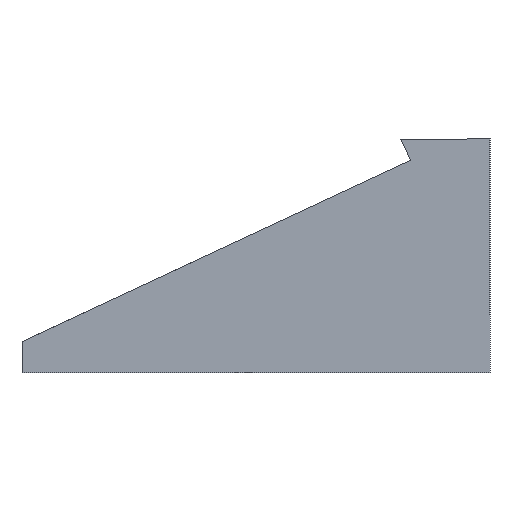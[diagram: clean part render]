
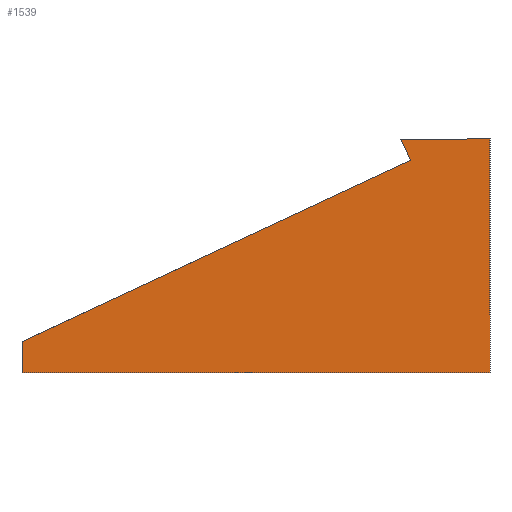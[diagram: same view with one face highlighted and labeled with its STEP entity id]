
A CAD part, left-side view. The second image highlights one B-rep face of the part: STEP entity #1539.
In plain terms, the highlighted planar face has unit normal (-1, 0, 0).
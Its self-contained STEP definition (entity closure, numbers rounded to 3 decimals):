
#30 = VECTOR ( 'NONE', #186, 1000. ) ;
#108 = DIRECTION ( 'NONE',  ( 0., 0., -1. ) ) ;
#131 = EDGE_CURVE ( 'NONE', #1004, #1636, #229, .T. ) ;
#174 = CARTESIAN_POINT ( 'NONE',  ( -104., 0., 0. ) ) ;
#186 = DIRECTION ( 'NONE',  ( 0., -1., 0. ) ) ;
#229 = LINE ( 'NONE', #790, #252 ) ;
#252 = VECTOR ( 'NONE', #108, 1000. ) ;
#280 = DIRECTION ( 'NONE',  ( 0., 0., -1. ) ) ;
#325 = AXIS2_PLACEMENT_3D ( 'NONE', #1806, #1514, #280 ) ;
#355 = VERTEX_POINT ( 'NONE', #794 ) ;
#396 = DIRECTION ( 'NONE',  ( 0., 0., -1. ) ) ;
#407 = CARTESIAN_POINT ( 'NONE',  ( -104., 0., 3. ) ) ;
#538 = DIRECTION ( 'NONE',  ( 0., -1., 0. ) ) ;
#547 = PLANE ( 'NONE',  #325 ) ;
#686 = ORIENTED_EDGE ( 'NONE', *, *, #1118, .T. ) ;
#737 = DIRECTION ( 'NONE',  ( 0., 0.906, -0.423 ) ) ;
#787 = LINE ( 'NONE', #407, #1220 ) ;
#790 = CARTESIAN_POINT ( 'NONE',  ( -104., 60., 3. ) ) ;
#792 = EDGE_CURVE ( 'NONE', #1434, #355, #1641, .T. ) ;
#794 = CARTESIAN_POINT ( 'NONE',  ( -104., 10.153, 27.281 ) ) ;
#834 = CARTESIAN_POINT ( 'NONE',  ( -104., 11.421, 30. ) ) ;
#853 = LINE ( 'NONE', #1433, #1686 ) ;
#910 = ORIENTED_EDGE ( 'NONE', *, *, #792, .T. ) ;
#939 = ORIENTED_EDGE ( 'NONE', *, *, #1606, .T. ) ;
#968 = VECTOR ( 'NONE', #1832, 1000. ) ;
#1004 = VERTEX_POINT ( 'NONE', #1844 ) ;
#1084 = CARTESIAN_POINT ( 'NONE',  ( -104., 10.153, 27.281 ) ) ;
#1098 = VERTEX_POINT ( 'NONE', #1345 ) ;
#1118 = EDGE_CURVE ( 'NONE', #1636, #1689, #1751, .T. ) ;
#1125 = EDGE_LOOP ( 'NONE', ( #910, #939, #1279, #686, #1519, #1334 ) ) ;
#1220 = VECTOR ( 'NONE', #396, 1000. ) ;
#1231 = EDGE_CURVE ( 'NONE', #1098, #1689, #787, .T. ) ;
#1279 = ORIENTED_EDGE ( 'NONE', *, *, #131, .T. ) ;
#1302 = EDGE_CURVE ( 'NONE', #1434, #1098, #1796, .T. ) ;
#1334 = ORIENTED_EDGE ( 'NONE', *, *, #1302, .F. ) ;
#1345 = CARTESIAN_POINT ( 'NONE',  ( -104., 0., 30. ) ) ;
#1355 = VECTOR ( 'NONE', #538, 1000. ) ;
#1433 = CARTESIAN_POINT ( 'NONE',  ( -104., 10.153, 27.281 ) ) ;
#1434 = VERTEX_POINT ( 'NONE', #834 ) ;
#1514 = DIRECTION ( 'NONE',  ( 1., 0., 0. ) ) ;
#1519 = ORIENTED_EDGE ( 'NONE', *, *, #1231, .F. ) ;
#1539 = ADVANCED_FACE ( 'NONE', ( #1817 ), #547, .F. ) ;
#1591 = CARTESIAN_POINT ( 'NONE',  ( -104., 60., 0. ) ) ;
#1606 = EDGE_CURVE ( 'NONE', #355, #1004, #853, .T. ) ;
#1636 = VERTEX_POINT ( 'NONE', #1591 ) ;
#1641 = LINE ( 'NONE', #1084, #968 ) ;
#1668 = CARTESIAN_POINT ( 'NONE',  ( -104., 60., 30. ) ) ;
#1686 = VECTOR ( 'NONE', #737, 1000. ) ;
#1689 = VERTEX_POINT ( 'NONE', #174 ) ;
#1731 = CARTESIAN_POINT ( 'NONE',  ( -104., 0., 0. ) ) ;
#1751 = LINE ( 'NONE', #1731, #30 ) ;
#1796 = LINE ( 'NONE', #1668, #1355 ) ;
#1806 = CARTESIAN_POINT ( 'NONE',  ( -104., 0., 3. ) ) ;
#1817 = FACE_OUTER_BOUND ( 'NONE', #1125, .T. ) ;
#1832 = DIRECTION ( 'NONE',  ( 0., -0.423, -0.906 ) ) ;
#1844 = CARTESIAN_POINT ( 'NONE',  ( -104., 60., 4.037 ) ) ;
